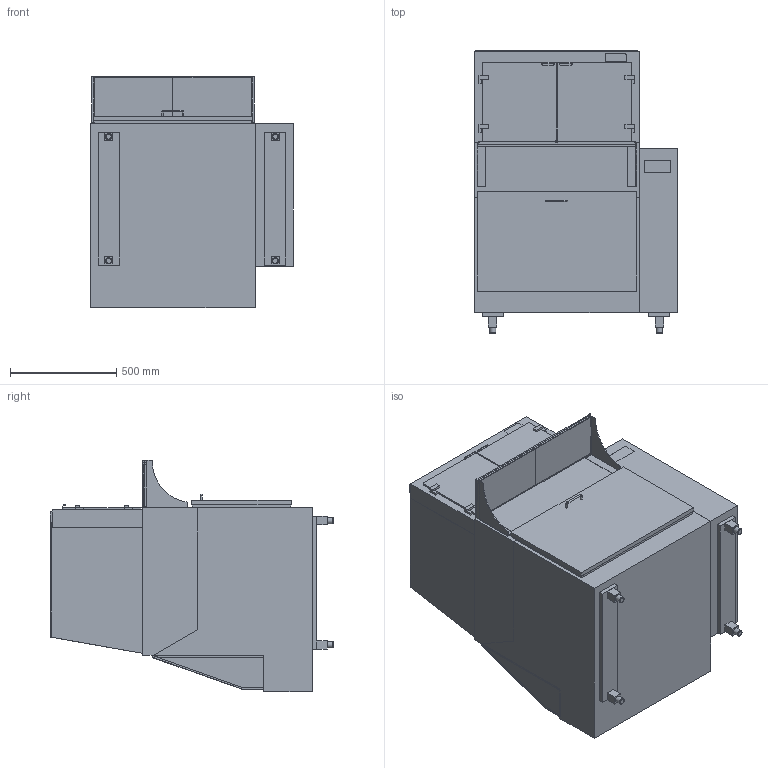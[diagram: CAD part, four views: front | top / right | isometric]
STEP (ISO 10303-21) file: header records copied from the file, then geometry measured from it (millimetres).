
FILE_DESCRIPTION(/* description */ (''),/* implementation_level */ '2;1');
FILE_NAME(/* name */ '3D-AKE-00008952.stp',/* time_stamp */ '2022-06-01T09:46:46+02:00',/* author */ ('julian.lux'),/* organization */ (''),/* preprocessor_version */ 'ST-DEVELOPER v18',/* originating_system */ 'Autodesk Inventor 2020',/* authorisation */ '');
FILE_SCHEMA (('AUTOMOTIVE_DESIGN { 1 0 10303 214 3 1 1 }'));
Length unit declared in the file: millimetre
Products named in the file (1): 3D-AKE-00008952
Bounding box: 955 x 1334 x 1088 mm (x, y, z)
Volume: 303313371.3 mm3; surface area: 19216727.5 mm2
Topology: 87 solids, 87 shells, 759 faces, 1816 edges, 1236 vertices
Faces by surface type: plane 628, cylinder 103, torus 28
Full cylindrical faces by diameter (mm): 5 x33, 8 x3, 30 x4
Entity records: 21973 total; most frequent: CARTESIAN_POINT 3812, DIRECTION 3710, ORIENTED_EDGE 3632, EDGE_CURVE 1816, LINE 1442, VECTOR 1442, VERTEX_POINT 1236, AXIS2_PLACEMENT_3D 1134
